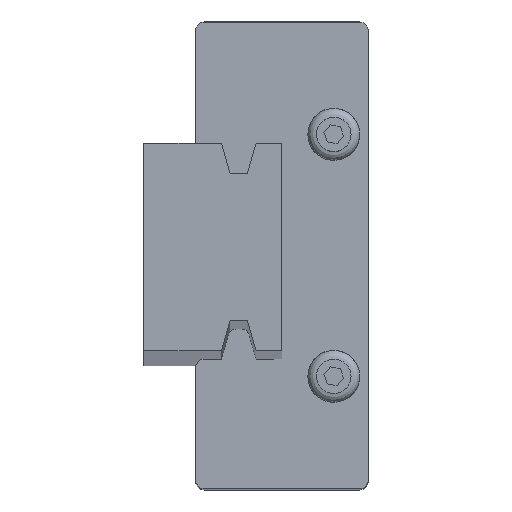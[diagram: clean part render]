
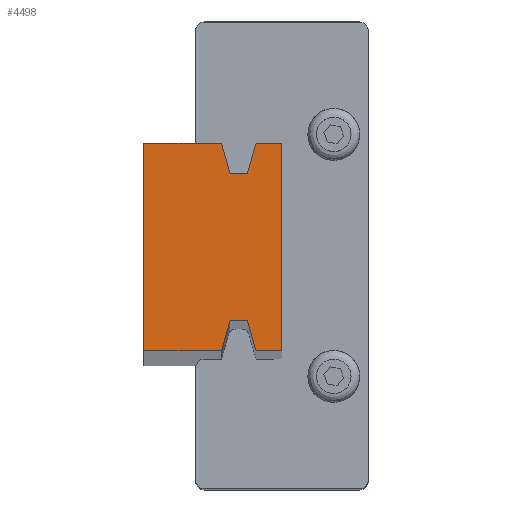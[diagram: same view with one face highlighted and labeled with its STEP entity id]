
A CAD part, top view. The second image highlights one B-rep face of the part: STEP entity #4498.
In plain terms, the highlighted face is planar.
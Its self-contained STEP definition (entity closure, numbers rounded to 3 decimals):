
#245=PLANE('',#4928);
#427=FACE_OUTER_BOUND('',#673,.T.);
#673=EDGE_LOOP('',(#3764,#3765,#3766,#3767,#3768,#3769,#3770,#3771,#3772,
#3773,#3774,#3775,#3776,#3777,#3778,#3779));
#1072=LINE('',#7460,#1421);
#1073=LINE('',#7462,#1422);
#1074=LINE('',#7464,#1423);
#1075=LINE('',#7466,#1424);
#1076=LINE('',#7468,#1425);
#1077=LINE('',#7470,#1426);
#1078=LINE('',#7472,#1427);
#1079=LINE('',#7474,#1428);
#1080=LINE('',#7476,#1429);
#1081=LINE('',#7478,#1430);
#1082=LINE('',#7480,#1431);
#1083=LINE('',#7482,#1432);
#1084=LINE('',#7484,#1433);
#1085=LINE('',#7486,#1434);
#1086=LINE('',#7488,#1435);
#1087=LINE('',#7489,#1436);
#1421=VECTOR('',#6033,1000.);
#1422=VECTOR('',#6034,1000.);
#1423=VECTOR('',#6035,1000.);
#1424=VECTOR('',#6036,10.);
#1425=VECTOR('',#6037,10.);
#1426=VECTOR('',#6038,10.);
#1427=VECTOR('',#6039,10.);
#1428=VECTOR('',#6040,10.);
#1429=VECTOR('',#6041,1000.);
#1430=VECTOR('',#6042,1000.);
#1431=VECTOR('',#6043,1000.);
#1432=VECTOR('',#6044,10.);
#1433=VECTOR('',#6045,10.);
#1434=VECTOR('',#6046,10.);
#1435=VECTOR('',#6047,10.);
#1436=VECTOR('',#6048,10.);
#2100=VERTEX_POINT('',#7458);
#2101=VERTEX_POINT('',#7459);
#2102=VERTEX_POINT('',#7461);
#2103=VERTEX_POINT('',#7463);
#2104=VERTEX_POINT('',#7465);
#2105=VERTEX_POINT('',#7467);
#2106=VERTEX_POINT('',#7469);
#2107=VERTEX_POINT('',#7471);
#2108=VERTEX_POINT('',#7473);
#2109=VERTEX_POINT('',#7475);
#2110=VERTEX_POINT('',#7477);
#2111=VERTEX_POINT('',#7479);
#2112=VERTEX_POINT('',#7481);
#2113=VERTEX_POINT('',#7483);
#2114=VERTEX_POINT('',#7485);
#2115=VERTEX_POINT('',#7487);
#2700=EDGE_CURVE('',#2100,#2101,#1072,.T.);
#2701=EDGE_CURVE('',#2101,#2102,#1073,.T.);
#2702=EDGE_CURVE('',#2102,#2103,#1074,.T.);
#2703=EDGE_CURVE('',#2103,#2104,#1075,.T.);
#2704=EDGE_CURVE('',#2104,#2105,#1076,.T.);
#2705=EDGE_CURVE('',#2105,#2106,#1077,.T.);
#2706=EDGE_CURVE('',#2106,#2107,#1078,.T.);
#2707=EDGE_CURVE('',#2107,#2108,#1079,.T.);
#2708=EDGE_CURVE('',#2108,#2109,#1080,.T.);
#2709=EDGE_CURVE('',#2109,#2110,#1081,.T.);
#2710=EDGE_CURVE('',#2110,#2111,#1082,.T.);
#2711=EDGE_CURVE('',#2111,#2112,#1083,.T.);
#2712=EDGE_CURVE('',#2112,#2113,#1084,.T.);
#2713=EDGE_CURVE('',#2113,#2114,#1085,.T.);
#2714=EDGE_CURVE('',#2114,#2115,#1086,.T.);
#2715=EDGE_CURVE('',#2115,#2100,#1087,.T.);
#3764=ORIENTED_EDGE('',*,*,#2700,.T.);
#3765=ORIENTED_EDGE('',*,*,#2701,.T.);
#3766=ORIENTED_EDGE('',*,*,#2702,.T.);
#3767=ORIENTED_EDGE('',*,*,#2703,.T.);
#3768=ORIENTED_EDGE('',*,*,#2704,.T.);
#3769=ORIENTED_EDGE('',*,*,#2705,.T.);
#3770=ORIENTED_EDGE('',*,*,#2706,.T.);
#3771=ORIENTED_EDGE('',*,*,#2707,.T.);
#3772=ORIENTED_EDGE('',*,*,#2708,.T.);
#3773=ORIENTED_EDGE('',*,*,#2709,.T.);
#3774=ORIENTED_EDGE('',*,*,#2710,.T.);
#3775=ORIENTED_EDGE('',*,*,#2711,.T.);
#3776=ORIENTED_EDGE('',*,*,#2712,.T.);
#3777=ORIENTED_EDGE('',*,*,#2713,.T.);
#3778=ORIENTED_EDGE('',*,*,#2714,.T.);
#3779=ORIENTED_EDGE('',*,*,#2715,.T.);
#4498=ADVANCED_FACE('',(#427),#245,.T.);
#4928=AXIS2_PLACEMENT_3D('',#7457,#6031,#6032);
#6031=DIRECTION('center_axis',(-1.,0.,0.));
#6032=DIRECTION('ref_axis',(0.,0.,
1.));
#6033=DIRECTION('',(0.,-0.961,-0.276));
#6034=DIRECTION('',(0.,0.,-1.));
#6035=DIRECTION('',(0.,0.961,-0.276));
#6036=DIRECTION('',(0.,1.,0.));
#6037=DIRECTION('',(0.,0.,-1.));
#6038=DIRECTION('',(0.,-1.,0.));
#6039=DIRECTION('',(0.,0.,1.));
#6040=DIRECTION('',(0.,1.,0.));
#6041=DIRECTION('',(0.,0.961,0.276));
#6042=DIRECTION('',(0.,0.,1.));
#6043=DIRECTION('',(0.,-0.961,0.276));
#6044=DIRECTION('',(0.,-1.,0.));
#6045=DIRECTION('',(0.,0.,1.));
#6046=DIRECTION('',(0.,1.,0.));
#6047=DIRECTION('',(0.,0.,-1.));
#6048=DIRECTION('',(0.,-1.,0.));
#7457=CARTESIAN_POINT('Origin',(-100.,0.,0.));
#7458=CARTESIAN_POINT('',(-100.,5.994,2.5));
#7459=CARTESIAN_POINT('',(-100.,4.25,2.));
#7460=CARTESIAN_POINT('',(-100.,5.994,2.5));
#7461=CARTESIAN_POINT('',(-100.,4.25,1.));
#7462=CARTESIAN_POINT('',(-100.,4.25,2.5));
#7463=CARTESIAN_POINT('',(-100.,5.994,0.5));
#7464=CARTESIAN_POINT('',(-100.,4.25,1.));
#7465=CARTESIAN_POINT('',(-100.,6.,0.5));
#7466=CARTESIAN_POINT('',(-100.,3.,0.5));
#7467=CARTESIAN_POINT('',(-100.,6.,-4.));
#7468=CARTESIAN_POINT('',(-100.,6.,0.25));
#7469=CARTESIAN_POINT('',(-100.,-6.,-4.));
#7470=CARTESIAN_POINT('',(-100.,3.,-4.));
#7471=CARTESIAN_POINT('',(-100.,-6.,0.5));
#7472=CARTESIAN_POINT('',(-100.,-6.,0.25));
#7473=CARTESIAN_POINT('',(-100.,-5.994,0.5));
#7474=CARTESIAN_POINT('',(-100.,3.,0.5));
#7475=CARTESIAN_POINT('',(-100.,-4.25,1.));
#7476=CARTESIAN_POINT('',(-100.,-5.994,0.5));
#7477=CARTESIAN_POINT('',(-100.,-4.25,2.));
#7478=CARTESIAN_POINT('',(-100.,-4.25,2.5));
#7479=CARTESIAN_POINT('',(-100.,-5.994,2.5));
#7480=CARTESIAN_POINT('',(-100.,-4.25,2.));
#7481=CARTESIAN_POINT('',(-100.,-6.,2.5));
#7482=CARTESIAN_POINT('',(-100.,-3.,2.5));
#7483=CARTESIAN_POINT('',(-100.,-6.,4.));
#7484=CARTESIAN_POINT('',(-100.,-6.,0.25));
#7485=CARTESIAN_POINT('',(-100.,6.,4.));
#7486=CARTESIAN_POINT('',(-100.,3.,4.));
#7487=CARTESIAN_POINT('',(-100.,6.,2.5));
#7488=CARTESIAN_POINT('',(-100.,6.,0.25));
#7489=CARTESIAN_POINT('',(-100.,-3.,2.5));
